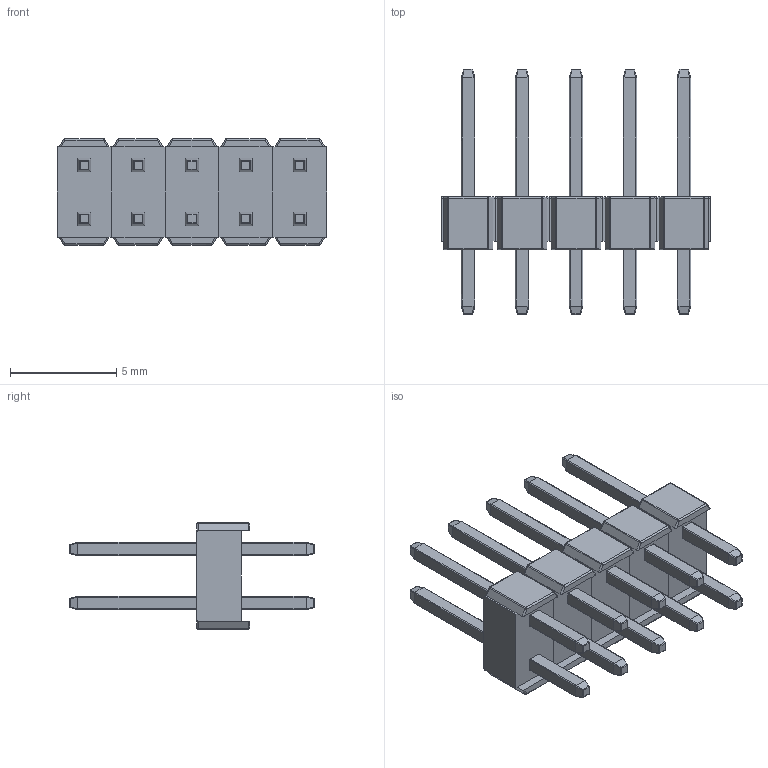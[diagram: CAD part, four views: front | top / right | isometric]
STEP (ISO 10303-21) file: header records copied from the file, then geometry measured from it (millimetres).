
FILE_DESCRIPTION(/* description */ ('STEP AP242','CAx-IF Rec.Pracs.---Representation and Presentation of Product Manufacturing Information (PMI)---4.0---2014-10-13','CAx-IF Rec.Pracs.---3D Tessellated Geometry---0.4---2014-09-14','2;1'),/* implementation_level */ '2;1');
FILE_NAME(/* name */ '61a55a43a3e92260dd9210dc',/* time_stamp */ '2021-11-29T22:55:01+00:00',/* author */ (''),/* organization */ (''),/* preprocessor_version */ 'ST-DEVELOPER v18.1',/* originating_system */ ' ',/* authorisation */ ' ');
FILE_SCHEMA (('AP242_MANAGED_MODEL_BASED_3D_ENGINEERING_MIM_LF { 1 0 10303 442 1 1 4 }'));
Length unit declared in the file: metre
Products named in the file (25): PH2-04-UA
Bounding box: 12.7 x 11.55 x 5 mm (x, y, z)
Volume: 170.8 mm3; surface area: 634.2 mm2
Topology: 25 solids, 25 shells, 910 faces, 2220 edges, 1240 vertices
Faces by surface type: cylinder 420, plane 330, sphere 80, torus 40, bspline 40
Entity records: 26687 total; most frequent: CARTESIAN_POINT 5285, DIRECTION 4610, ORIENTED_EDGE 4200, EDGE_CURVE 2100, AXIS2_PLACEMENT_3D 1725, VERTEX_POINT 1240, LINE 1160, VECTOR 1160
